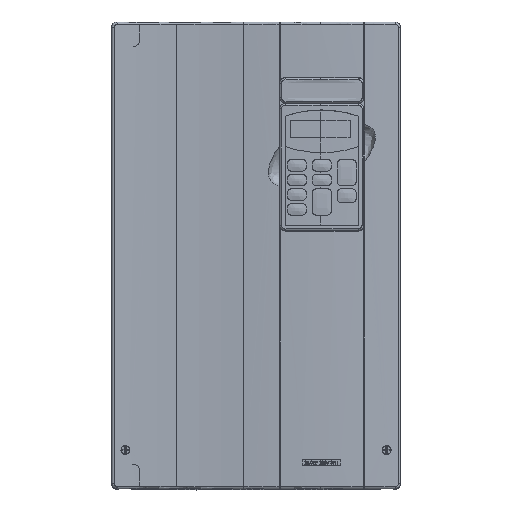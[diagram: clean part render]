
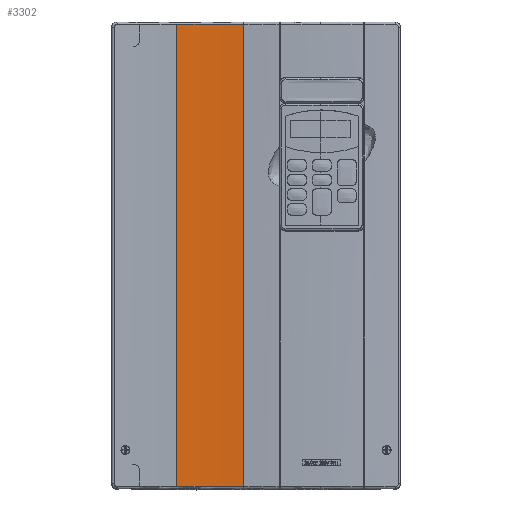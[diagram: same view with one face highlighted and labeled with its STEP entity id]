
A CAD part, top view. The second image highlights one B-rep face of the part: STEP entity #3302.
In plain terms, the highlighted cylindrical face has radius 674.116 mm (diameter 1348.23 mm), a partial arc.
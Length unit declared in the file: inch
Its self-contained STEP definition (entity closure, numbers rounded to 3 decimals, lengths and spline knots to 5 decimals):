
#684 = VERTEX_POINT ( 'NONE', #35109 ) ;
#2220 = CARTESIAN_POINT ( 'NONE',  ( -0.42089, 7.95, 3.96726 ) ) ;
#2233 = CARTESIAN_POINT ( 'NONE',  ( -2.7, -7.87, 30.40922 ) ) ;
#2442 = DIRECTION ( 'NONE',  ( 0., -1., 0. ) ) ;
#3302 = ADVANCED_FACE ( 'NONE', ( #22843 ), #28129, .F. ) ;
#3739 = AXIS2_PLACEMENT_3D ( 'NONE', #60161, #6915, #60376 ) ;
#4877 = ORIENTED_EDGE ( 'NONE', *, *, #21638, .T. ) ;
#6720 = CIRCLE ( 'NONE', #23109, 26.54 ) ;
#6915 = DIRECTION ( 'NONE',  ( 0., -1., 0. ) ) ;
#7123 = DIRECTION ( 'NONE',  ( 0., 0., 1. ) ) ;
#9948 = VERTEX_POINT ( 'NONE', #36919 ) ;
#12740 = LINE ( 'NONE', #2220, #24087 ) ;
#14577 = AXIS2_PLACEMENT_3D ( 'NONE', #2233, #36167, #7123 ) ;
#15969 = CARTESIAN_POINT ( 'NONE',  ( -2.7, 7.95, 3.86922 ) ) ;
#18214 = CIRCLE ( 'NONE', #14577, 26.54 ) ;
#19506 = CARTESIAN_POINT ( 'NONE',  ( -2.7, -7.87, 3.86922 ) ) ;
#20019 = ORIENTED_EDGE ( 'NONE', *, *, #21987, .T. ) ;
#20342 = EDGE_CURVE ( 'NONE', #684, #59735, #45850, .T. ) ;
#20853 = CARTESIAN_POINT ( 'NONE',  ( -2.7, 7.87, 30.40922 ) ) ;
#21638 = EDGE_CURVE ( 'NONE', #59735, #9948, #18214, .T. ) ;
#21987 = EDGE_CURVE ( 'NONE', #25185, #684, #6720, .T. ) ;
#22843 = FACE_OUTER_BOUND ( 'NONE', #50353, .T. ) ;
#23109 = AXIS2_PLACEMENT_3D ( 'NONE', #20853, #54780, #25710 ) ;
#24087 = VECTOR ( 'NONE', #2442, 39.37008 ) ;
#25185 = VERTEX_POINT ( 'NONE', #43827 ) ;
#25710 = DIRECTION ( 'NONE',  ( 0., 0., 1. ) ) ;
#28129 = CYLINDRICAL_SURFACE ( 'NONE', #3739, 26.54 ) ;
#32519 = ORIENTED_EDGE ( 'NONE', *, *, #20342, .T. ) ;
#33528 = EDGE_CURVE ( 'NONE', #25185, #9948, #12740, .T. ) ;
#34477 = VECTOR ( 'NONE', #40705, 39.37008 ) ;
#35109 = CARTESIAN_POINT ( 'NONE',  ( -2.7, 7.87, 3.86922 ) ) ;
#36167 = DIRECTION ( 'NONE',  ( 0., -1., 0. ) ) ;
#36919 = CARTESIAN_POINT ( 'NONE',  ( -0.42089, -7.87, 3.96726 ) ) ;
#40705 = DIRECTION ( 'NONE',  ( 0., -1., 0. ) ) ;
#43827 = CARTESIAN_POINT ( 'NONE',  ( -0.42089, 7.87, 3.96726 ) ) ;
#45850 = LINE ( 'NONE', #15969, #34477 ) ;
#50353 = EDGE_LOOP ( 'NONE', ( #20019, #32519, #4877, #58462 ) ) ;
#54780 = DIRECTION ( 'NONE',  ( 0., 1., 0. ) ) ;
#58462 = ORIENTED_EDGE ( 'NONE', *, *, #33528, .F. ) ;
#59735 = VERTEX_POINT ( 'NONE', #19506 ) ;
#60161 = CARTESIAN_POINT ( 'NONE',  ( -2.7, 7.95, 30.40922 ) ) ;
#60376 = DIRECTION ( 'NONE',  ( 0., 0., -1. ) ) ;
